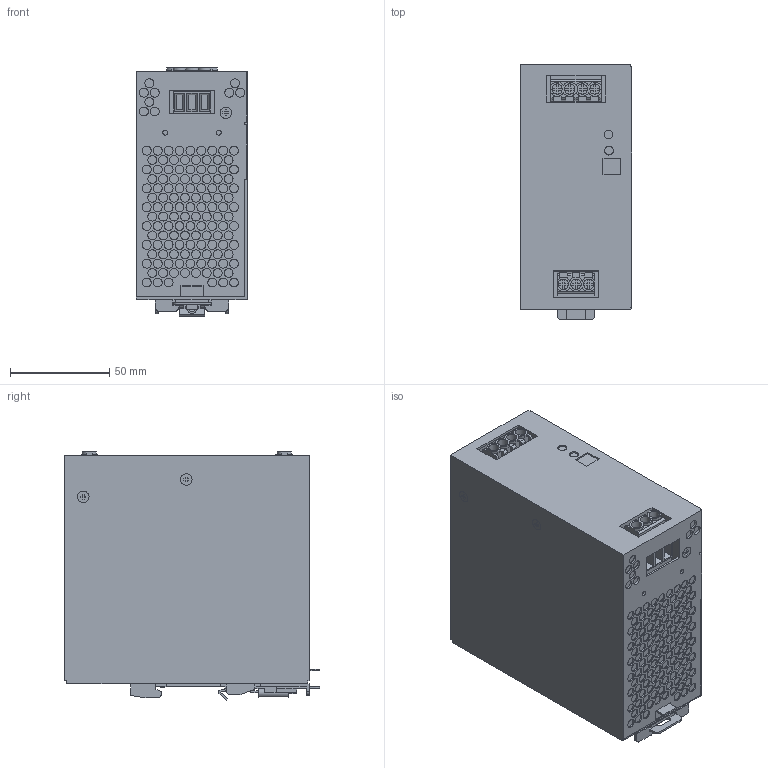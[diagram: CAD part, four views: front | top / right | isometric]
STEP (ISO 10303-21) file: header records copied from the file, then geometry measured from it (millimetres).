
FILE_DESCRIPTION(/* description */ ('STEP AP242','CAx-IF Rec.Pracs.---Representation and Presentation of Product Manufacturing Information (PMI)---4.0---2014-10-13','CAx-IF Rec.Pracs.---3D Tessellated Geometry---0.4---2014-09-14','2;1'),/* implementation_level */ '2;1');
FILE_NAME(/* name */ 'eaton-PSG480E24SMB-3d-model',/* time_stamp */ '2024-06-04T10:37:49+02:00',/* author */ ('License CC BY-ND 4.0'),/* organization */ ('CADENAS'),/* preprocessor_version */ 'ST-DEVELOPER v19.3',/* originating_system */ 'PARTsolutions',/* authorisation */ ' ');
FILE_SCHEMA (('AP242_MANAGED_MODEL_BASED_3D_ENGINEERING_MIM_LF { 1 0 10303 442 1 1 4 }'));
Length unit declared in the file: millimetre
Products named in the file (1): EP-401396
Bounding box: 56.2 x 128.8 x 125.1 mm (x, y, z)
Volume: 787027.9 mm3; surface area: 73180 mm2
Topology: 1 solids, 5 shells, 1272 faces, 3101 edges, 2149 vertices
Faces by surface type: plane 895, cylinder 364, cone 13
Full cylindrical faces by diameter (mm): 2 x2, 2.5 x4, 3 x1, 3.5 x2, 3.6 x4, 4.5 x276, 4.6 x1, 5.2 x7, 5.75 x5, 6.4 x4
Entity records: 33321 total; most frequent: DIRECTION 5777, CARTESIAN_POINT 5598, ORIENTED_EDGE 4958, EDGE_CURVE 2479, AXIS2_PLACEMENT_3D 2025, EDGE_LOOP 1927, FACE_BOUND 1927, VERTEX_POINT 1846
